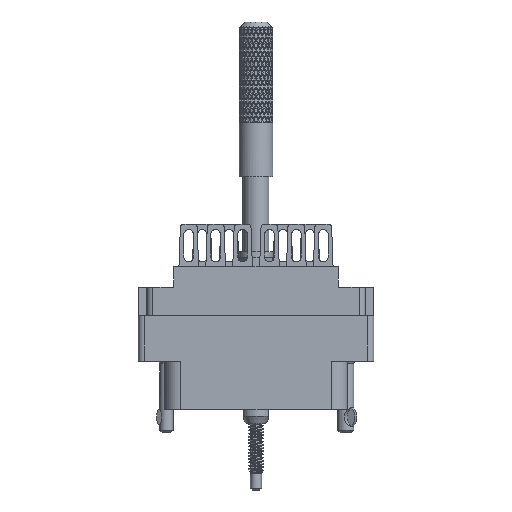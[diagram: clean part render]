
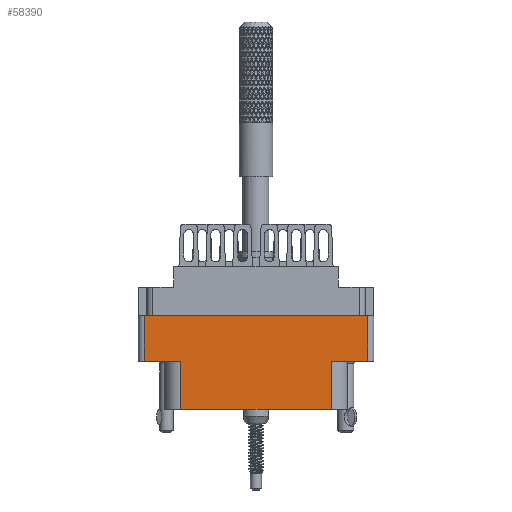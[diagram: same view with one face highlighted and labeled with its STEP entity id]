
A CAD part, front view. The second image highlights one B-rep face of the part: STEP entity #58390.
In plain terms, the highlighted planar face has unit normal (0, -1, 0).
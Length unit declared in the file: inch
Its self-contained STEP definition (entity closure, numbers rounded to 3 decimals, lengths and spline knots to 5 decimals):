
#2311 = VERTEX_POINT ( 'NONE', #121909 ) ;
#2658 = CARTESIAN_POINT ( 'NONE',  ( -0.624, -0.343, -0.529 ) ) ;
#5374 = ORIENTED_EDGE ( 'NONE', *, *, #184618, .F. ) ;
#9163 = DIRECTION ( 'NONE',  ( 1., 0., 0. ) ) ;
#11973 = LINE ( 'NONE', #95364, #81103 ) ;
#14307 = EDGE_CURVE ( 'NONE', #133493, #2311, #71823, .T. ) ;
#15550 = DIRECTION ( 'NONE',  ( 0., 0., -1. ) ) ;
#24237 = ORIENTED_EDGE ( 'NONE', *, *, #136569, .T. ) ;
#24249 = ORIENTED_EDGE ( 'NONE', *, *, #153375, .T. ) ;
#25648 = ORIENTED_EDGE ( 'NONE', *, *, #133960, .T. ) ;
#25832 = CARTESIAN_POINT ( 'NONE',  ( -0.42052, -0.343, -0.529 ) ) ;
#26663 = LINE ( 'NONE', #98036, #157515 ) ;
#30979 = LINE ( 'NONE', #142060, #135807 ) ;
#31666 = ORIENTED_EDGE ( 'NONE', *, *, #197261, .T. ) ;
#32612 = EDGE_CURVE ( 'NONE', #137959, #140922, #98118, .T. ) ;
#36738 = CARTESIAN_POINT ( 'NONE',  ( -0.42052, -0.343, -0.798 ) ) ;
#38606 = LINE ( 'NONE', #148824, #72109 ) ;
#44855 = CARTESIAN_POINT ( 'NONE',  ( -0.624, -0.343, -0.798 ) ) ;
#45735 = DIRECTION ( 'NONE',  ( 0., 0., -1. ) ) ;
#50078 = VERTEX_POINT ( 'NONE', #73038 ) ;
#56242 = DIRECTION ( 'NONE',  ( -1., 0., 0. ) ) ;
#57322 = AXIS2_PLACEMENT_3D ( 'NONE', #100652, #163047, #71980 ) ;
#57424 = VERTEX_POINT ( 'NONE', #144946 ) ;
#58390 = ADVANCED_FACE ( 'NONE', ( #188408 ), #94709, .T. ) ;
#62476 = VERTEX_POINT ( 'NONE', #2658 ) ;
#62692 = VECTOR ( 'NONE', #15550, 39.37008 ) ;
#64664 = ORIENTED_EDGE ( 'NONE', *, *, #146304, .T. ) ;
#65180 = LINE ( 'NONE', #44855, #62692 ) ;
#67512 = EDGE_LOOP ( 'NONE', ( #129354, #31666, #25648, #154858, #24249, #64664, #5374, #24237 ) ) ;
#68676 = CARTESIAN_POINT ( 'NONE',  ( -0.624, -0.343, -0.274 ) ) ;
#71823 = LINE ( 'NONE', #149382, #147861 ) ;
#71980 = DIRECTION ( 'NONE',  ( 0., 0., -1. ) ) ;
#72109 = VECTOR ( 'NONE', #9163, 39.37008 ) ;
#72698 = DIRECTION ( 'NONE',  ( 0., 0., 1. ) ) ;
#73038 = CARTESIAN_POINT ( 'NONE',  ( 0.624, -0.343, -0.529 ) ) ;
#81103 = VECTOR ( 'NONE', #144379, 39.37008 ) ;
#94709 = PLANE ( 'NONE',  #57322 ) ;
#95364 = CARTESIAN_POINT ( 'NONE',  ( -0.656, -0.343, -0.798 ) ) ;
#98036 = CARTESIAN_POINT ( 'NONE',  ( 0.624, -0.343, -0.798 ) ) ;
#98118 = LINE ( 'NONE', #165482, #174119 ) ;
#100652 = CARTESIAN_POINT ( 'NONE',  ( -0.656, -0.343, -0.798 ) ) ;
#103685 = DIRECTION ( 'NONE',  ( 1., 0., 0. ) ) ;
#105395 = LINE ( 'NONE', #189491, #143086 ) ;
#121909 = CARTESIAN_POINT ( 'NONE',  ( 0.624, -0.343, -0.274 ) ) ;
#124570 = CARTESIAN_POINT ( 'NONE',  ( 0.42052, -0.343, -0.798 ) ) ;
#129354 = ORIENTED_EDGE ( 'NONE', *, *, #14307, .F. ) ;
#129644 = DIRECTION ( 'NONE',  ( 0., 0., 1. ) ) ;
#133493 = VERTEX_POINT ( 'NONE', #68676 ) ;
#133960 = EDGE_CURVE ( 'NONE', #62476, #137959, #38606, .T. ) ;
#135807 = VECTOR ( 'NONE', #56242, 39.37008 ) ;
#136569 = EDGE_CURVE ( 'NONE', #50078, #2311, #26663, .T. ) ;
#137959 = VERTEX_POINT ( 'NONE', #25832 ) ;
#140922 = VERTEX_POINT ( 'NONE', #36738 ) ;
#142060 = CARTESIAN_POINT ( 'NONE',  ( 0., -0.343, -0.529 ) ) ;
#143086 = VECTOR ( 'NONE', #129644, 39.37008 ) ;
#144379 = DIRECTION ( 'NONE',  ( 1., 0., 0. ) ) ;
#144946 = CARTESIAN_POINT ( 'NONE',  ( 0.42052, -0.343, -0.529 ) ) ;
#146304 = EDGE_CURVE ( 'NONE', #153627, #57424, #105395, .T. ) ;
#147861 = VECTOR ( 'NONE', #103685, 39.37008 ) ;
#148824 = CARTESIAN_POINT ( 'NONE',  ( 0., -0.343, -0.529 ) ) ;
#149382 = CARTESIAN_POINT ( 'NONE',  ( 0., -0.343, -0.274 ) ) ;
#153375 = EDGE_CURVE ( 'NONE', #140922, #153627, #11973, .T. ) ;
#153627 = VERTEX_POINT ( 'NONE', #124570 ) ;
#154858 = ORIENTED_EDGE ( 'NONE', *, *, #32612, .T. ) ;
#157515 = VECTOR ( 'NONE', #72698, 39.37008 ) ;
#163047 = DIRECTION ( 'NONE',  ( 0., -1., 0. ) ) ;
#165482 = CARTESIAN_POINT ( 'NONE',  ( -0.42052, -0.343, -0.798 ) ) ;
#174119 = VECTOR ( 'NONE', #45735, 39.37008 ) ;
#184618 = EDGE_CURVE ( 'NONE', #50078, #57424, #30979, .T. ) ;
#188408 = FACE_OUTER_BOUND ( 'NONE', #67512, .T. ) ;
#189491 = CARTESIAN_POINT ( 'NONE',  ( 0.42052, -0.343, -0.529 ) ) ;
#197261 = EDGE_CURVE ( 'NONE', #133493, #62476, #65180, .T. ) ;
